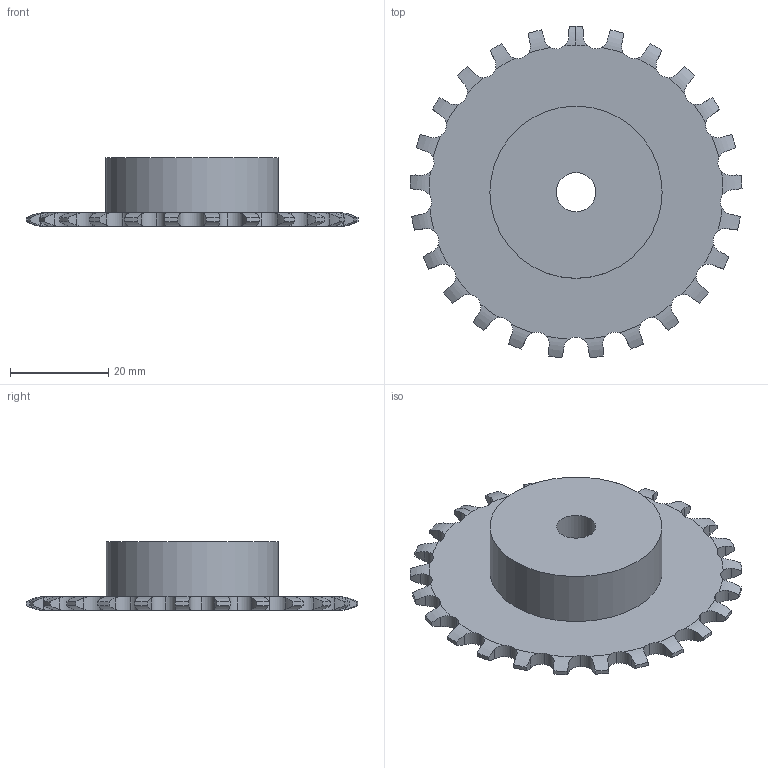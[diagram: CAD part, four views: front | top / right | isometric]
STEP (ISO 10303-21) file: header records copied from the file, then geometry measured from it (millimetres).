
FILE_DESCRIPTION(('FreeCAD Model'),'2;1');
FILE_NAME('Open CASCADE Shape Model','2021-03-07T16:57:12',( 'Simone Bignetti'),(''),'Open CASCADE STEP processor 7.4','FreeCAD', 'Unknown');
FILE_SCHEMA(('AUTOMOTIVE_DESIGN { 1 0 10303 214 1 1 1 1 }'));
Length unit declared in the file: millimetre
Products named in the file (1): Hole
Bounding box: 67.48 x 67.38 x 14 mm (x, y, z)
Volume: 18546 mm3; surface area: 8413.4 mm2
Topology: 1 solids, 1 shells, 233 faces, 688 edges, 459 vertices
Faces by surface type: cylinder 127, plane 54, revolution 52
Full cylindrical faces by diameter (mm): 8 x1, 35 x1
Entity records: 23783 total; most frequent: CARTESIAN_POINT 11127, DIRECTION 2067, ORIENTED_EDGE 1376, PCURVE 1376, DEFINITIONAL_REPRESENTATION 1376, LINE 1045, VECTOR 1045, EDGE_CURVE 688
